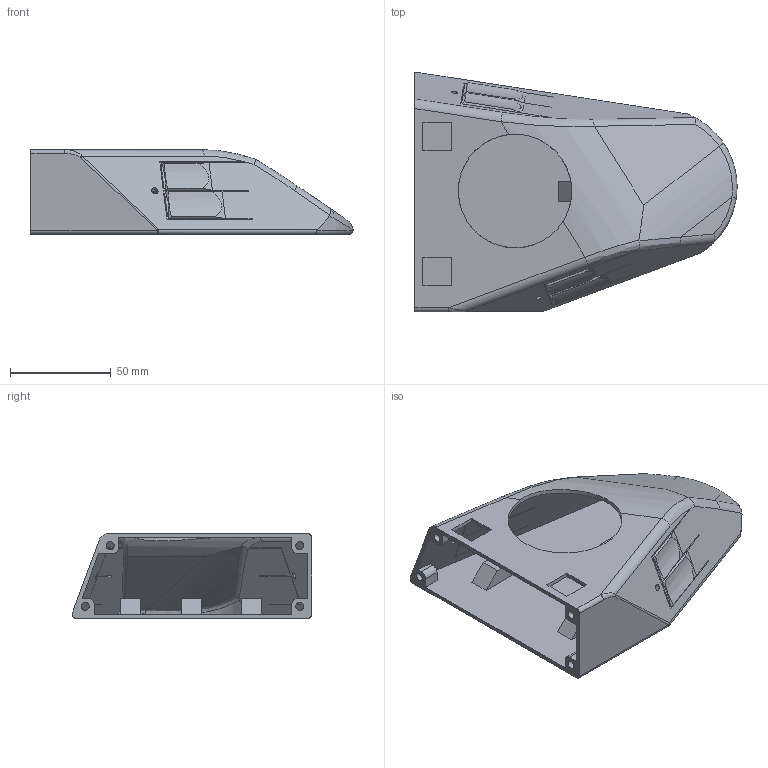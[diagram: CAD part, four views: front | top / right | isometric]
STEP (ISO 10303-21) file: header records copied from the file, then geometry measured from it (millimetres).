
FILE_DESCRIPTION(/* description */ ('STEP AP242','CAx-IF Rec.Pracs.---Representation and Presentation of Product Manufacturing Information (PMI)---4.0---2014-10-13','CAx-IF Rec.Pracs.---3D Tessellated Geometry---0.4---2014-09-14','2;1'),/* implementation_level */ '2;1');
FILE_NAME(/* name */ '68a8df9f363a0720b33e5b66',/* time_stamp */ '2025-08-22T21:22:40Z',/* author */ (''),/* organization */ (''),/* preprocessor_version */ 'ST-DEVELOPER v20',/* originating_system */ 'ONSHAPE BY PTC INC, 1.202',/* authorisation */ ' ');
FILE_SCHEMA (('AP242_MANAGED_MODEL_BASED_3D_ENGINEERING_MIM_LF { 1 0 10303 442 1 1 4 }'));
Length unit declared in the file: metre
Products named in the file (1): ?????? v3
Bounding box: 160 x 119.13 x 42.15 mm (x, y, z)
Volume: 73787 mm3; surface area: 73525.7 mm2
Topology: 1 solids, 1 shells, 172 faces, 481 edges, 308 vertices
Faces by surface type: plane 113, cylinder 39, bspline 13, cone 4, sphere 2, torus 1
Full cylindrical faces by diameter (mm): 3.3 x5, 4 x4, 7 x3
Entity records: 5690 total; most frequent: CARTESIAN_POINT 1278, ORIENTED_EDGE 926, DIRECTION 856, EDGE_CURVE 463, LINE 322, VECTOR 322, VERTEX_POINT 304, AXIS2_PLACEMENT_3D 267
